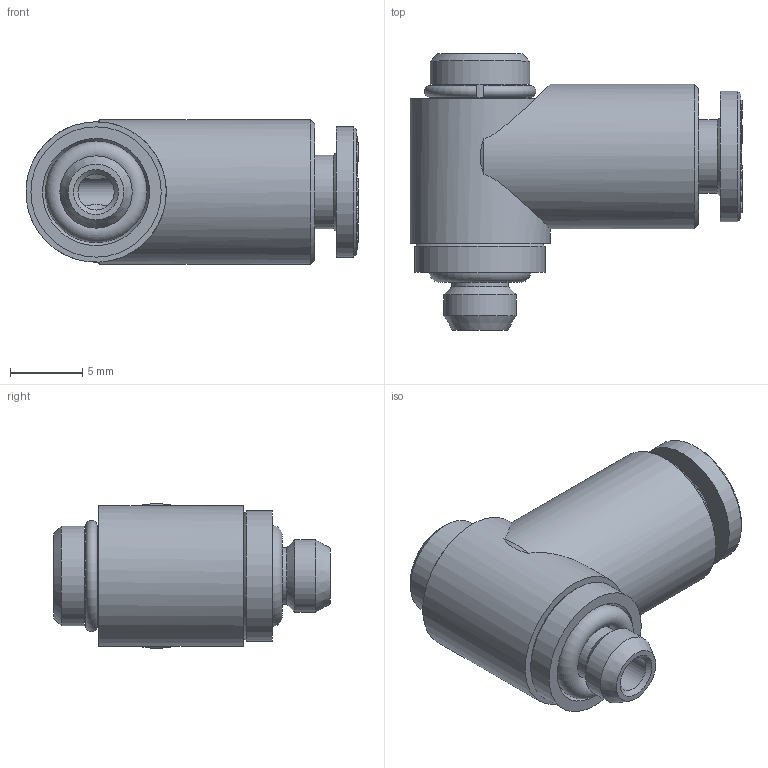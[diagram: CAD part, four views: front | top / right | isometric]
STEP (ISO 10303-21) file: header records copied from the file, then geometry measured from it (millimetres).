
FILE_DESCRIPTION(/* description */ ('STEP AP214'),/* implementation_level */ '2;1');
FILE_NAME(/* name */ 'B0100010',/* time_stamp */ '2023-03-30T08:29:53+02:00',/* author */ ('License CC BY-ND 4.0'),/* organization */ ('CADENAS'),/* preprocessor_version */ 'ST-DEVELOPER v19.3',/* originating_system */ 'PARTsolutions',/* authorisation */ ' ');
FILE_SCHEMA (('AUTOMOTIVE_DESIGN {1 0 10303 214 3 1 1}'));
Length unit declared in the file: metre
Products named in the file (4): B0100010; B0100010_PART3; B0100010_PART2; B0100010_PART1
Assembly tree (3 placements, depth 2):
  B0100010
    B0100010_PART3
    B0100010_PART2
    B0100010_PART1
Bounding box: 22.94 x 19.1 x 10 mm (x, y, z)
Volume: 1760.2 mm3; surface area: 1650.7 mm2
Topology: 3 solids, 5 shells, 229 faces, 569 edges, 376 vertices
Faces by surface type: plane 130, bspline 62, cylinder 19, cone 16, torus 2
Full cylindrical faces by diameter (mm): 2 x1, 2.5 x1, 3.9 x1, 4.15 x1, 5 x1, 5.1 x1, 6.3 x1, 6.9 x2, 9 x2, 9.7 x1, 10 x1
Entity records: 11509 total; most frequent: CARTESIAN_POINT 5017, ORIENTED_EDGE 1056, DIRECTION 770, EDGE_CURVE 528, VERTEX_POINT 364, LINE 336, VECTOR 336, FACE_BOUND 284
